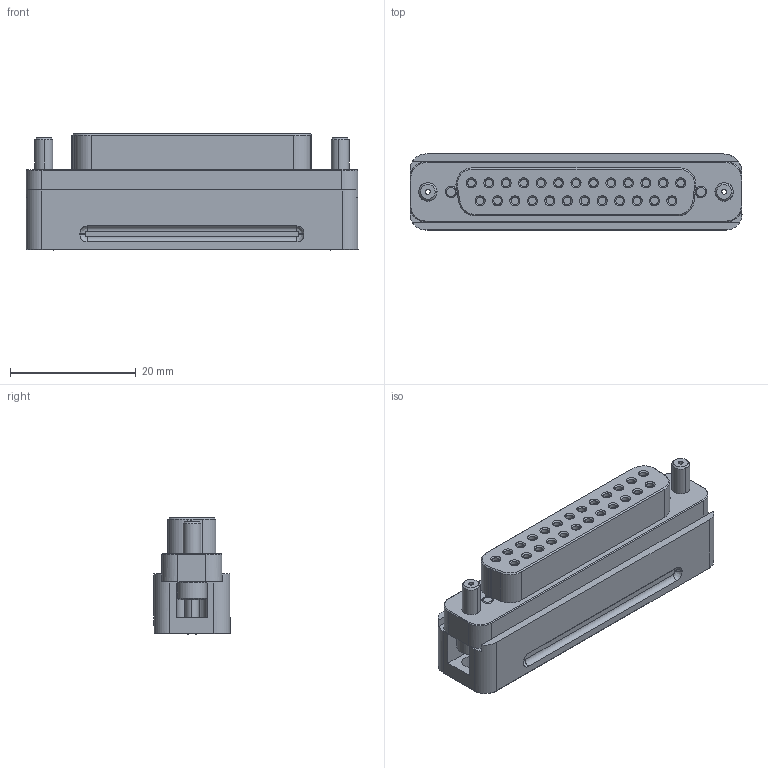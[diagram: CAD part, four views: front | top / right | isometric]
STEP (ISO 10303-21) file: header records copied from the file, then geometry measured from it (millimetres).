
FILE_DESCRIPTION (( 'STEP AP203' ), '1' );
FILE_NAME ('110904.stp', '2014-11-18T20:32:41', ( '' ), ( '' ), 'SwSTEP 2.0', 'SolidWorks 2012', '' );
FILE_SCHEMA (( 'CONFIG_CONTROL_DESIGN' ));
Length unit declared in the file: centimetre
Products named in the file (1): 110904
Bounding box: 52.7 x 12.06 x 18.41 mm (x, y, z)
Volume: 8731.3 mm3; surface area: 4614.9 mm2
Topology: 1 solids, 1 shells, 527 faces, 1172 edges, 701 vertices
Faces by surface type: cylinder 197, cone 132, plane 128, bspline 70
Entity records: 18444 total; most frequent: CARTESIAN_POINT 6856, DIRECTION 2505, ORIENTED_EDGE 2316, EDGE_CURVE 1158, AXIS2_PLACEMENT_3D 1006, VERTEX_POINT 694, EDGE_LOOP 598, CIRCLE 548
